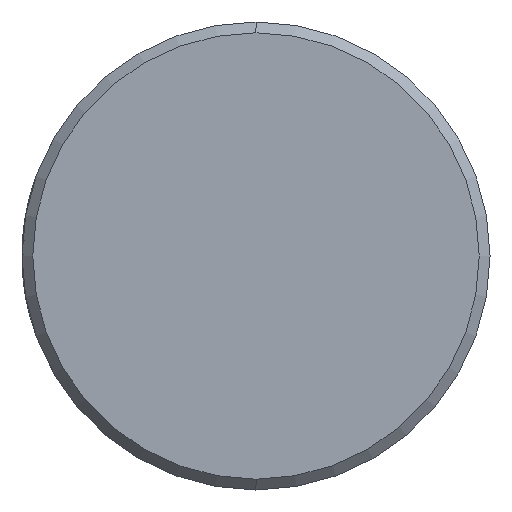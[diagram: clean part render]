
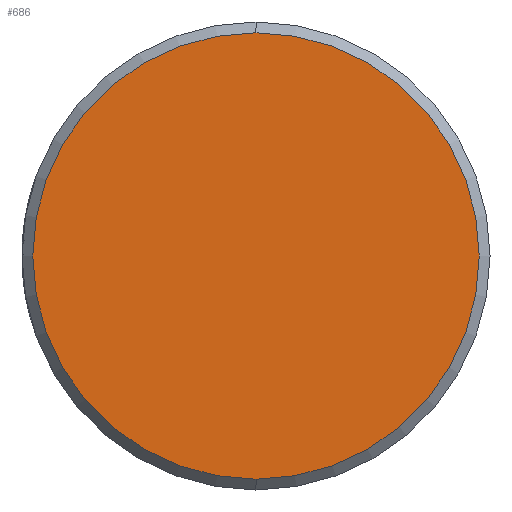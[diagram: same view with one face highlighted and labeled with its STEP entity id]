
A CAD part, left-side view. The second image highlights one B-rep face of the part: STEP entity #686.
In plain terms, the highlighted planar face has unit normal (-1, 0, 0).
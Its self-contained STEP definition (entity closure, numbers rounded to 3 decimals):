
#52 = DIRECTION ( 'NONE',  ( -1., 0., 0. ) ) ;
#79 = ORIENTED_EDGE ( 'NONE', *, *, #217, .T. ) ;
#157 = VERTEX_POINT ( 'NONE', #385 ) ;
#160 = CARTESIAN_POINT ( 'NONE',  ( -5., 0., 0. ) ) ;
#217 = EDGE_CURVE ( 'NONE', #688, #157, #1233, .T. ) ;
#237 = CIRCLE ( 'NONE', #482, 6.2 ) ;
#373 = CARTESIAN_POINT ( 'NONE',  ( -5., 0., -6.2 ) ) ;
#385 = CARTESIAN_POINT ( 'NONE',  ( -5., 0., 6.2 ) ) ;
#482 = AXIS2_PLACEMENT_3D ( 'NONE', #581, #1278, #681 ) ;
#581 = CARTESIAN_POINT ( 'NONE',  ( -5., 0., 0. ) ) ;
#673 = EDGE_CURVE ( 'NONE', #157, #688, #237, .T. ) ;
#681 = DIRECTION ( 'NONE',  ( 0., 0., 1. ) ) ;
#682 = AXIS2_PLACEMENT_3D ( 'NONE', #160, #52, #781 ) ;
#686 = ADVANCED_FACE ( 'NONE', ( #744 ), #1183, .T. ) ;
#688 = VERTEX_POINT ( 'NONE', #373 ) ;
#717 = DIRECTION ( 'NONE',  ( 0., 0., 1. ) ) ;
#736 = AXIS2_PLACEMENT_3D ( 'NONE', #905, #813, #717 ) ;
#744 = FACE_OUTER_BOUND ( 'NONE', #983, .T. ) ;
#781 = DIRECTION ( 'NONE',  ( 0., 0., 1. ) ) ;
#813 = DIRECTION ( 'NONE',  ( -1., 0., 0. ) ) ;
#905 = CARTESIAN_POINT ( 'NONE',  ( -5., 0., 0. ) ) ;
#983 = EDGE_LOOP ( 'NONE', ( #79, #1268 ) ) ;
#1183 = PLANE ( 'NONE',  #682 ) ;
#1233 = CIRCLE ( 'NONE', #736, 6.2 ) ;
#1268 = ORIENTED_EDGE ( 'NONE', *, *, #673, .T. ) ;
#1278 = DIRECTION ( 'NONE',  ( -1., 0., 0. ) ) ;
